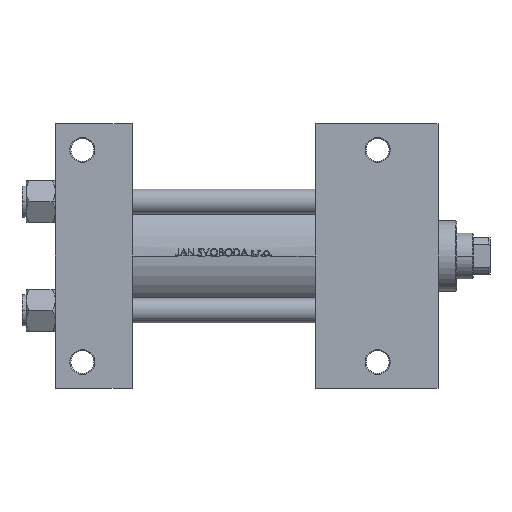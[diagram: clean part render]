
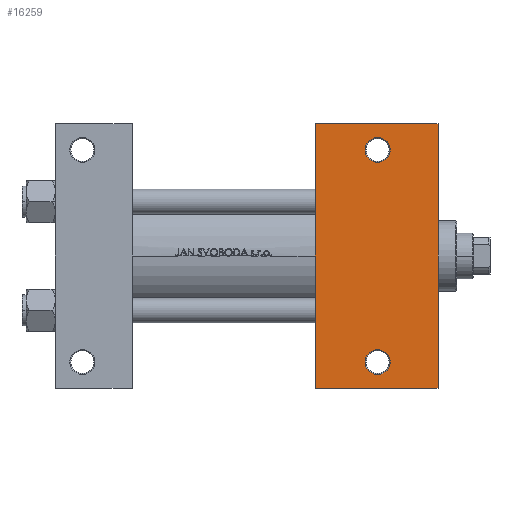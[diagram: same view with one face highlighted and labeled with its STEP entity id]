
A CAD part, front view. The second image highlights one B-rep face of the part: STEP entity #16259.
In plain terms, the highlighted face is planar.
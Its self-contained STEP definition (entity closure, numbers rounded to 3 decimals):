
#610 = AXIS2_PLACEMENT_3D ( 'NONE', #35310, #5438, #36726 ) ;
#1609 = CARTESIAN_POINT ( 'NONE',  ( 184., 37.5, -37.5 ) ) ;
#1791 = DIRECTION ( 'NONE',  ( 0., 0., 1. ) ) ;
#2140 = VECTOR ( 'NONE', #12059, 1000. ) ;
#2432 = VERTEX_POINT ( 'NONE', #19105 ) ;
#3111 = ORIENTED_EDGE ( 'NONE', *, *, #42247, .T. ) ;
#3464 = DIRECTION ( 'NONE',  ( -1., 0., 0. ) ) ;
#3569 = VERTEX_POINT ( 'NONE', #16766 ) ;
#4614 = FACE_OUTER_BOUND ( 'NONE', #28167, .T. ) ;
#5109 = FACE_BOUND ( 'NONE', #25902, .T. ) ;
#5438 = DIRECTION ( 'NONE',  ( 0., 0., 1. ) ) ;
#6667 = DIRECTION ( 'NONE',  ( 1., 0., 0. ) ) ;
#7101 = ORIENTED_EDGE ( 'NONE', *, *, #14383, .T. ) ;
#8524 = DIRECTION ( 'NONE',  ( -1., 0., 0. ) ) ;
#8546 = ORIENTED_EDGE ( 'NONE', *, *, #11346, .F. ) ;
#9100 = VERTEX_POINT ( 'NONE', #33298 ) ;
#9875 = AXIS2_PLACEMENT_3D ( 'NONE', #1609, #16842, #34988 ) ;
#11346 = EDGE_CURVE ( 'NONE', #19213, #9100, #38462, .T. ) ;
#12059 = DIRECTION ( 'NONE',  ( -1., 0., 0. ) ) ;
#12243 = ORIENTED_EDGE ( 'NONE', *, *, #16807, .T. ) ;
#12267 = CARTESIAN_POINT ( 'NONE',  ( 155., -51., -37.5 ) ) ;
#14383 = EDGE_CURVE ( 'NONE', #35808, #14535, #18570, .T. ) ;
#14535 = VERTEX_POINT ( 'NONE', #32416 ) ;
#15147 = CARTESIAN_POINT ( 'NONE',  ( 125., 63.5, -37.5 ) ) ;
#15292 = EDGE_CURVE ( 'NONE', #19551, #3569, #44807, .T. ) ;
#16259 = ADVANCED_FACE ( 'NONE', ( #23563, #5109, #4614 ), #35481, .T. ) ;
#16766 = CARTESIAN_POINT ( 'NONE',  ( 149.001, 51., -37.5 ) ) ;
#16807 = EDGE_CURVE ( 'NONE', #3569, #19551, #48013, .T. ) ;
#16842 = DIRECTION ( 'NONE',  ( 0., 0., -1. ) ) ;
#17049 = AXIS2_PLACEMENT_3D ( 'NONE', #41806, #27359, #3464 ) ;
#17789 = AXIS2_PLACEMENT_3D ( 'NONE', #28215, #1791, #24238 ) ;
#18570 = CIRCLE ( 'NONE', #24944, 5.999 ) ;
#18908 = ORIENTED_EDGE ( 'NONE', *, *, #44161, .T. ) ;
#19105 = CARTESIAN_POINT ( 'NONE',  ( 184., -63.5, -37.5 ) ) ;
#19213 = VERTEX_POINT ( 'NONE', #15147 ) ;
#19317 = CARTESIAN_POINT ( 'NONE',  ( 125., 37.5, -37.5 ) ) ;
#19551 = VERTEX_POINT ( 'NONE', #30693 ) ;
#20265 = DIRECTION ( 'NONE',  ( 0., -1., 0. ) ) ;
#21567 = CARTESIAN_POINT ( 'NONE',  ( 161., -51., -37.5 ) ) ;
#22406 = VECTOR ( 'NONE', #23543, 1000. ) ;
#23543 = DIRECTION ( 'NONE',  ( 0., -1., 0. ) ) ;
#23563 = FACE_BOUND ( 'NONE', #25728, .T. ) ;
#24238 = DIRECTION ( 'NONE',  ( -1., 0., 0. ) ) ;
#24724 = DIRECTION ( 'NONE',  ( 0., 0., 1. ) ) ;
#24944 = AXIS2_PLACEMENT_3D ( 'NONE', #12267, #24724, #8524 ) ;
#25613 = LINE ( 'NONE', #40788, #33249 ) ;
#25728 = EDGE_LOOP ( 'NONE', ( #12243, #37265 ) ) ;
#25902 = EDGE_LOOP ( 'NONE', ( #3111, #7101 ) ) ;
#26848 = EDGE_CURVE ( 'NONE', #2432, #9100, #34943, .T. ) ;
#27024 = ORIENTED_EDGE ( 'NONE', *, *, #29991, .T. ) ;
#27359 = DIRECTION ( 'NONE',  ( 0., 0., 1. ) ) ;
#27974 = CARTESIAN_POINT ( 'NONE',  ( 184., 37.5, -37.5 ) ) ;
#28167 = EDGE_LOOP ( 'NONE', ( #8546, #18908, #27024, #41157 ) ) ;
#28215 = CARTESIAN_POINT ( 'NONE',  ( 155., 51., -37.5 ) ) ;
#29991 = EDGE_CURVE ( 'NONE', #44328, #2432, #35422, .T. ) ;
#30693 = CARTESIAN_POINT ( 'NONE',  ( 161., 51., -37.5 ) ) ;
#32416 = CARTESIAN_POINT ( 'NONE',  ( 149.001, -51., -37.5 ) ) ;
#33249 = VECTOR ( 'NONE', #6667, 1000. ) ;
#33298 = CARTESIAN_POINT ( 'NONE',  ( 125., -63.5, -37.5 ) ) ;
#34435 = CARTESIAN_POINT ( 'NONE',  ( 184., 63.5, -37.5 ) ) ;
#34943 = LINE ( 'NONE', #46159, #2140 ) ;
#34988 = DIRECTION ( 'NONE',  ( -1., 0., 0. ) ) ;
#35310 = CARTESIAN_POINT ( 'NONE',  ( 155., -51., -37.5 ) ) ;
#35422 = LINE ( 'NONE', #27974, #37190 ) ;
#35481 = PLANE ( 'NONE',  #9875 ) ;
#35808 = VERTEX_POINT ( 'NONE', #21567 ) ;
#36726 = DIRECTION ( 'NONE',  ( -1., 0., 0. ) ) ;
#37190 = VECTOR ( 'NONE', #20265, 1000. ) ;
#37265 = ORIENTED_EDGE ( 'NONE', *, *, #15292, .T. ) ;
#38462 = LINE ( 'NONE', #19317, #22406 ) ;
#40788 = CARTESIAN_POINT ( 'NONE',  ( 125., 63.5, -37.5 ) ) ;
#41157 = ORIENTED_EDGE ( 'NONE', *, *, #26848, .T. ) ;
#41806 = CARTESIAN_POINT ( 'NONE',  ( 155., 51., -37.5 ) ) ;
#42247 = EDGE_CURVE ( 'NONE', #14535, #35808, #47538, .T. ) ;
#44161 = EDGE_CURVE ( 'NONE', #19213, #44328, #25613, .T. ) ;
#44328 = VERTEX_POINT ( 'NONE', #34435 ) ;
#44807 = CIRCLE ( 'NONE', #17789, 5.999 ) ;
#46159 = CARTESIAN_POINT ( 'NONE',  ( 125., -63.5, -37.5 ) ) ;
#47538 = CIRCLE ( 'NONE', #610, 5.999 ) ;
#48013 = CIRCLE ( 'NONE', #17049, 5.999 ) ;
